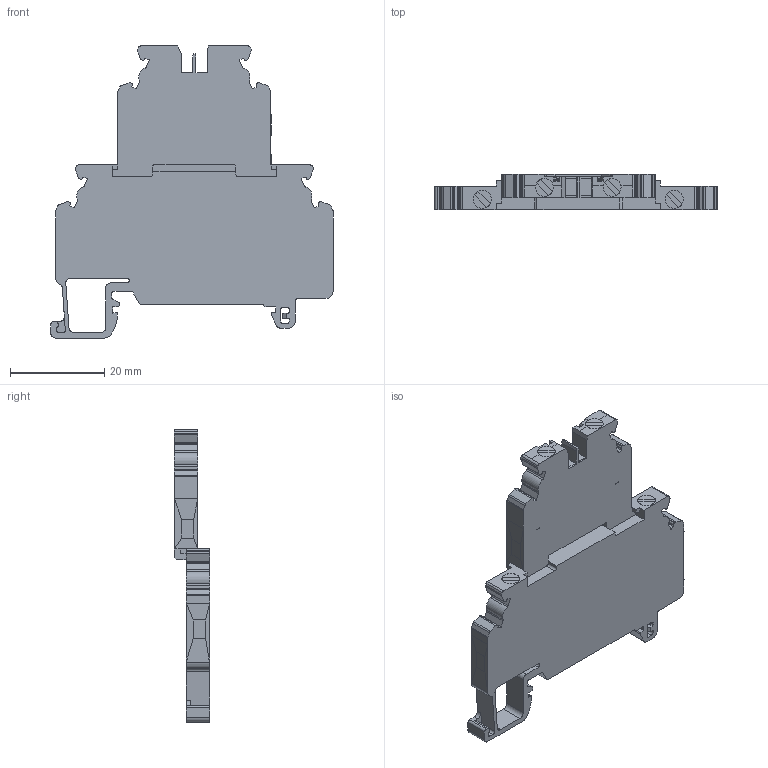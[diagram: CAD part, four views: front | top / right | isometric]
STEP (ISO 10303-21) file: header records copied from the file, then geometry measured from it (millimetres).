
FILE_DESCRIPTION(/* description */ ('Unknown'),/* implementation_level */ '2;1');
FILE_NAME(/* name */ 'ODL2.5(I.S)',/* time_stamp */ '2018-04-05T09:28:52+06:00',/* author */ ('Unknown'),/* organization */ ('Unknown'),/* preprocessor_version */ 'ST-DEVELOPER v16.7',/* originating_system */ 'DEX',/* authorisation */ $);
FILE_SCHEMA (('AUTOMOTIVE_DESIGN {1 0 10303 214 3 1 1}'));
Length unit declared in the file: millimetre
Products named in the file (1): ODL2.5_I_S
Bounding box: 60.02 x 7.45 x 62.1 mm (x, y, z)
Volume: 11380.2 mm3; surface area: 7105.1 mm2
Topology: 1 solids, 7 shells, 434 faces, 1194 edges, 776 vertices
Faces by surface type: plane 315, cylinder 119
Full cylindrical faces by diameter (mm): 3.8 x4
Entity records: 16679 total; most frequent: CARTESIAN_POINT 2393, ORIENTED_EDGE 2372, DIRECTION 2312, EDGE_CURVE 1186, LINE 930, VECTOR 930, VERTEX_POINT 772, AXIS2_PLACEMENT_3D 691
